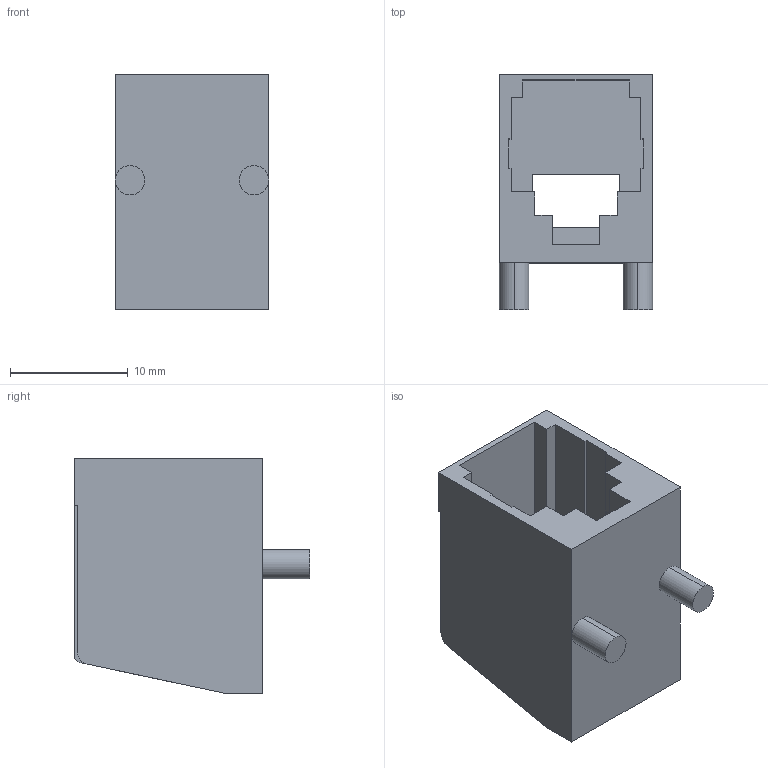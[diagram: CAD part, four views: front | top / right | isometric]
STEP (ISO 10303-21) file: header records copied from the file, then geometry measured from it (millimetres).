
FILE_DESCRIPTION (( 'STEP AP203' ), '1' );
FILE_NAME ('RJ12.STEP', '2009-11-05T19:00:49', ( '' ), ( '' ), 'SwSTEP 2.0', 'SolidWorks 2009', '' );
FILE_SCHEMA (( 'CONFIG_CONTROL_DESIGN' ));
Length unit declared in the file: millimetre
Products named in the file (1): RJ12
Bounding box: 13 x 20 x 20 mm (x, y, z)
Volume: 1864.4 mm3; surface area: 2336 mm2
Topology: 1 solids, 1 shells, 57 faces, 162 edges, 106 vertices
Faces by surface type: plane 50, cylinder 7
Entity records: 1905 total; most frequent: CARTESIAN_POINT 326, ORIENTED_EDGE 324, DIRECTION 294, EDGE_CURVE 162, VECTOR 146, LINE 146, VERTEX_POINT 106, AXIS2_PLACEMENT_3D 74
